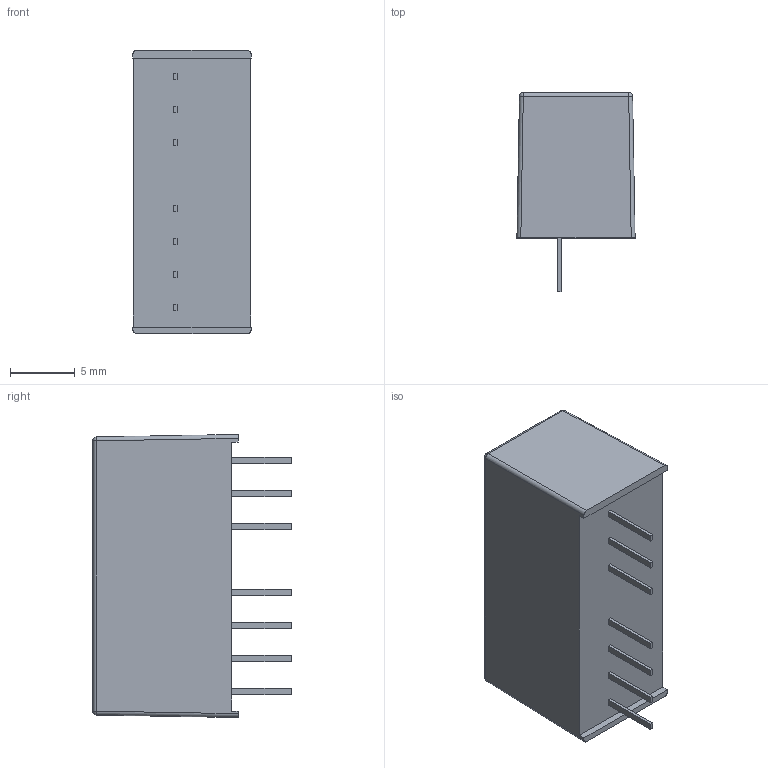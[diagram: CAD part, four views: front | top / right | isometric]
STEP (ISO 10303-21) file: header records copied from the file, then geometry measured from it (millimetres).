
FILE_DESCRIPTION (( 'STEP AP214' ), '1' );
FILE_NAME ('Traco_power_TMR2.step', '2021-03-24T16:59:44', ( '' ), ( '' ), 'SwSTEP 2.0', 'SolidWorks 2020', '' );
FILE_SCHEMA (( 'AUTOMOTIVE_DESIGN' ));
Length unit declared in the file: millimetre
Products named in the file (1): Traco_power_TMR2
Bounding box: 9.1 x 15.3 x 21.8 mm (x, y, z)
Volume: 2062.7 mm3; surface area: 1091.5 mm2
Topology: 1 solids, 1 shells, 387 faces, 1047 edges, 694 vertices
Faces by surface type: plane 231, bspline 144, cylinder 8, sphere 4
Entity records: 21571 total; most frequent: CARTESIAN_POINT 8829, ORIENTED_EDGE 2094, DIRECTION 1255, EDGE_CURVE 1047, VECTOR 743, LINE 743, VERTEX_POINT 694, EDGE_LOOP 419
